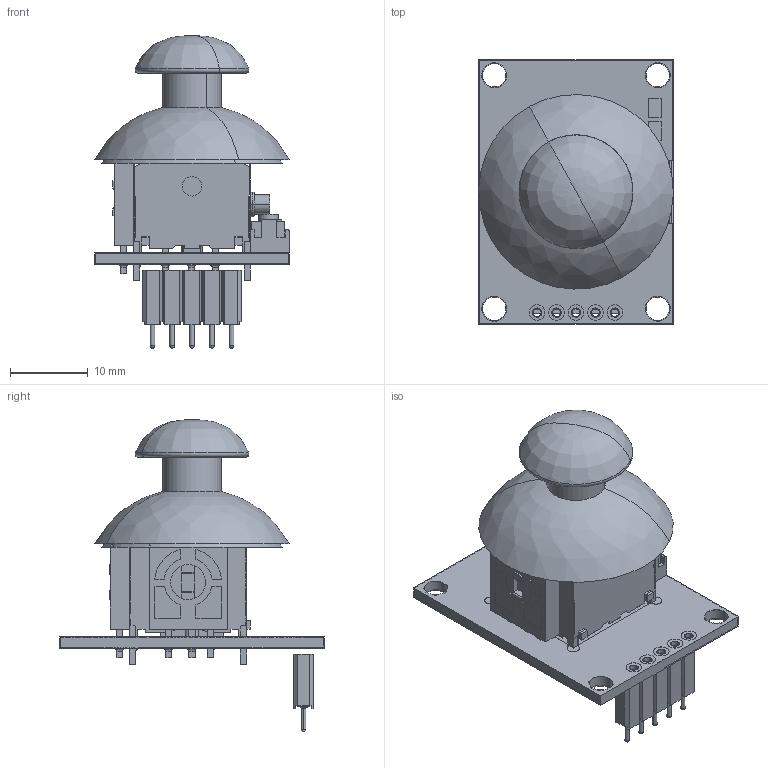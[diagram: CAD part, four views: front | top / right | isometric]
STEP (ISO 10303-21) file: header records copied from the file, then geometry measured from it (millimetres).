
FILE_DESCRIPTION(('FreeCAD Model'),'2;1');
FILE_NAME('Part2.1_sp_sp.step', '2019-07-28T09:22:43',('kicad StepUp'),('ksu MCAD'), 'Open CASCADE STEP processor 6.8','FreeCAD','Unknown');
FILE_SCHEMA(('AUTOMOTIVE_DESIGN_CC2 { 1 2 10303 214 -1 1 5 4 }'));
Length unit declared in the file: millimetre
Products named in the file (1): Part2.1_sp_sp
Bounding box: 25 x 34 x 40.11 mm (x, y, z)
Volume: 3972.4 mm3; surface area: 9751.5 mm2
Topology: 3 solids, 5 shells, 883 faces, 2426 edges, 1553 vertices
Faces by surface type: plane 579, cylinder 201, cone 70, torus 16, revolution 12, sphere 5
Entity records: 34401 total; most frequent: CARTESIAN_POINT 5572, ORIENTED_EDGE 4796, DIRECTION 4506, EDGE_CURVE 2400, LINE 1784, VECTOR 1784, VERTEX_POINT 1553, AXIS2_PLACEMENT_3D 1355
